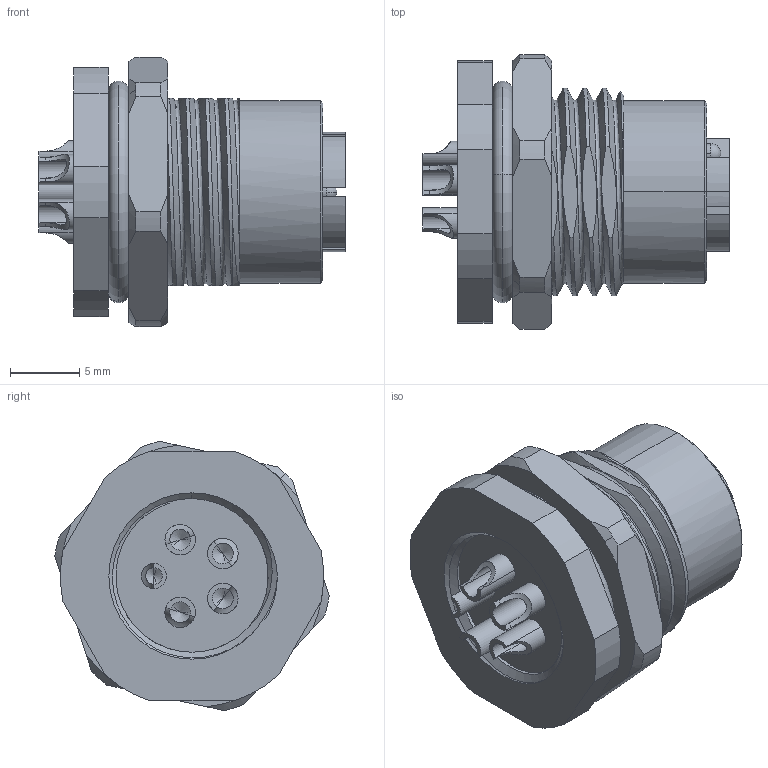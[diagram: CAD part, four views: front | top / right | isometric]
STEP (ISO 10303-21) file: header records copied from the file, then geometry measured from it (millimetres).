
FILE_DESCRIPTION (( 'STEP AP203' ), '1' );
FILE_NAME ('54-00438.STEP', '2025-03-14T00:24:01', ( '' ), ( '' ), 'SwSTEP 2.0', 'SolidWorks 2021', '' );
FILE_SCHEMA (( 'CONFIG_CONTROL_DESIGN' ));
Length unit declared in the file: millimetre
Products named in the file (8): 54-00438-02___; 54-00438-01___; 54-00438-04___; 54-00438-06___; 54-00438-07___; 54-00438; 54-00438-03___; 54-00438-05___
Assembly tree (10 placements, depth 2):
  54-00438
    54-00438-01___
    54-00438-02___
    54-00438-04___
    54-00438-05___
    54-00438-06___
    54-00438-03___  x4
    54-00438-07___
Bounding box: 22.1 x 19.8 x 19.44 mm (x, y, z)
Volume: 2916.7 mm3; surface area: 5684 mm2
Topology: 10 solids, 10 shells, 363 faces, 920 edges, 582 vertices
Faces by surface type: cylinder 142, plane 124, cone 55, torus 30, bspline 10, sphere 2
Entity records: 12960 total; most frequent: CARTESIAN_POINT 5801, ORIENTED_EDGE 1348, DIRECTION 1277, EDGE_CURVE 674, AXIS2_PLACEMENT_3D 506, VERTEX_POINT 436, EDGE_LOOP 300, ADVANCED_FACE 267
